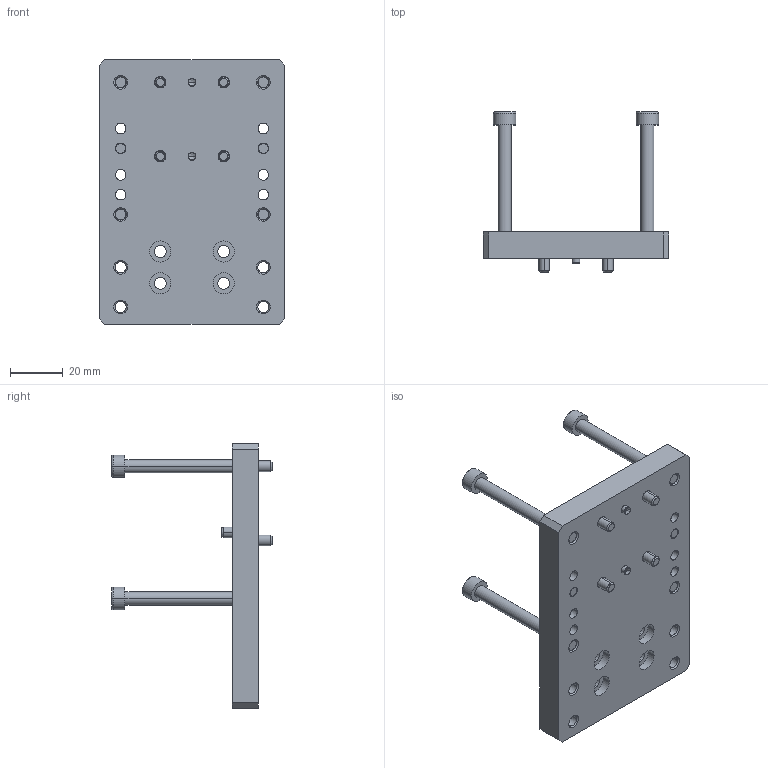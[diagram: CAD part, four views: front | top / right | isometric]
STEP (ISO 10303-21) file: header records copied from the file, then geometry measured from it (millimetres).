
FILE_DESCRIPTION((''),'2;1');
FILE_NAME('CEV50039-A-010_ASM_ASM','2018-06-29T',('Kaiser.Marius'),(''),'CREO PARAMETRIC BY PTC INC, 2016050','CREO PARAMETRIC BY PTC INC, 2016050','');
FILE_SCHEMA(('CONFIG_CONTROL_DESIGN'));
Length unit declared in the file: millimetre
Products named in the file (14): MSBR-13; MSBR-12; MSBR-11; MSBR-10; MSBR-9; MSBR-8; MSBR-7; MSBR-6; MSBR-5; MSBR-4; MSBR-3; MSBR-2; MSBR-1; CEV50039-A-010_ASM_ASM
Assembly tree (13 placements, depth 2):
  CEV50039-A-010_ASM_ASM
    MSBR-13
    MSBR-12
    MSBR-11
    MSBR-10
    MSBR-9
    MSBR-8
    MSBR-7
    MSBR-6
    MSBR-5
    MSBR-4
    MSBR-3
    MSBR-2
    MSBR-1
Bounding box: 70 x 60.7 x 100 mm (x, y, z)
Volume: 67057.1 mm3; surface area: 26351.2 mm2
Topology: 13 solids, 13 shells, 296 faces, 682 edges, 428 vertices
Faces by surface type: cylinder 110, plane 106, cone 64, torus 8, bspline 8
Entity records: 11035 total; most frequent: DIRECTION 1624, CARTESIAN_POINT 1545, ORIENTED_EDGE 1348, EDGE_CURVE 674, AXIS2_PLACEMENT_3D 635, VERTEX_POINT 428, EDGE_LOOP 372, VECTOR 354
